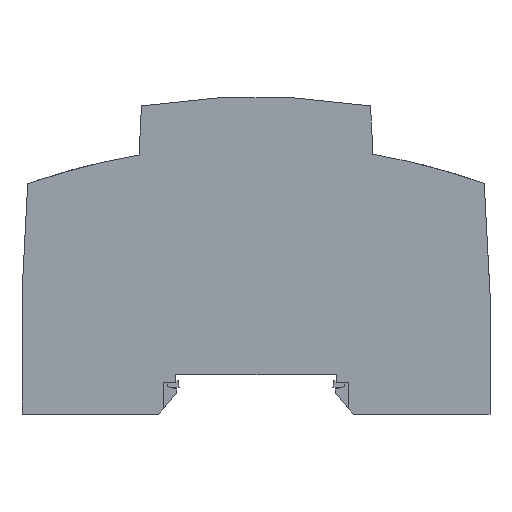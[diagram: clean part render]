
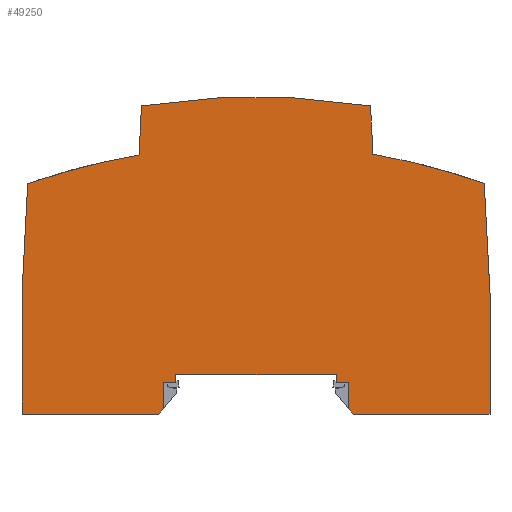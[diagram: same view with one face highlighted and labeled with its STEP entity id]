
A CAD part, left-side view. The second image highlights one B-rep face of the part: STEP entity #49250.
In plain terms, the highlighted face is planar.
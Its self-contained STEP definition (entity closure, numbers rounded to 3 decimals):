
#120=CARTESIAN_POINT('',(-22.015,59.258,9.));
#130=VERTEX_POINT('',#120);
#160=CARTESIAN_POINT('',(-22.962,41.185,9.));
#170=DIRECTION('',(-0.052,-0.999,0.));
#180=VECTOR('',#170,1.);
#190=LINE('',#160,#180);
#200=CARTESIAN_POINT('',(-22.51,49.818,9.));
#210=VERTEX_POINT('',#200);
#220=EDGE_CURVE('',#130,#210,#190,.T.);
#1610=CARTESIAN_POINT('',(22.379,50.,9.));
#1620=VERTEX_POINT('',#1610);
#1670=CARTESIAN_POINT('',(0.,50.,9.));
#1680=DIRECTION('',(1.,0.,0.));
#1690=VECTOR('',#1680,1.);
#1700=LINE('',#1670,#1690);
#1710=CARTESIAN_POINT('',(22.5,50.,9.));
#1720=VERTEX_POINT('',#1710);
#1730=EDGE_CURVE('',#1620,#1720,#1700,.T.);
#2520=CARTESIAN_POINT('',(25.12,0.,9.));
#2530=DIRECTION('',(-0.052,0.999,0.));
#2540=VECTOR('',#2530,1.);
#2550=LINE('',#2520,#2540);
#2560=CARTESIAN_POINT('',(22.015,59.258,9.));
#2570=VERTEX_POINT('',#2560);
#2580=EDGE_CURVE('',#1720,#2570,#2550,.T.);
#2900=CARTESIAN_POINT('',(0.,-79.,9.));
#2910=DIRECTION('',(0.,0.,1.));
#2920=DIRECTION('',(0.149,0.989,0.));
#2930=AXIS2_PLACEMENT_3D('',#2900,#2910,#2920);
#2940=CIRCLE('',#2930,140.);
#2950=EDGE_CURVE('',#2570,#130,#2940,.T.);
#8640=CARTESIAN_POINT('',(43.895,44.317,9.));
#8650=VERTEX_POINT('',#8640);
#8680=CARTESIAN_POINT('',(0.068,-78.05,9.));
#8690=DIRECTION('',(0.,0.,-1.));
#8700=DIRECTION('',(-0.174,0.985,0.));
#8710=AXIS2_PLACEMENT_3D('',#8680,#8690,#8700);
#8720=CIRCLE('',#8710,129.979);
#8730=EDGE_CURVE('',#1620,#8650,#8720,.T.);
#26200=CARTESIAN_POINT('',(-45.,0.,9.));
#26210=VERTEX_POINT('',#26200);
#26380=CARTESIAN_POINT('',(-45.,23.25,9.));
#26390=VERTEX_POINT('',#26380);
#26420=CARTESIAN_POINT('',(-45.,21.618,9.));
#26430=DIRECTION('',(0.,-1.,0.));
#26440=VECTOR('',#26430,1.);
#26450=LINE('',#26420,#26440);
#26460=EDGE_CURVE('',#26390,#26210,#26450,.T.);
#26670=CARTESIAN_POINT('',(-17.8,1.,9.));
#26680=VERTEX_POINT('',#26670);
#26850=CARTESIAN_POINT('',(-18.8,0.,9.));
#26860=VERTEX_POINT('',#26850);
#26890=CARTESIAN_POINT('',(22.385,41.185,9.));
#26900=DIRECTION('',(-0.707,-0.707,0.));
#26910=VECTOR('',#26900,1.);
#26920=LINE('',#26890,#26910);
#26930=EDGE_CURVE('',#26680,#26860,#26920,.T.);
#28270=CARTESIAN_POINT('',(0.,0.,9.));
#28280=DIRECTION('',(1.,0.,0.));
#28290=VECTOR('',#28280,1.);
#28300=LINE('',#28270,#28290);
#28310=EDGE_CURVE('',#26210,#26860,#28300,.T.);
#39580=CARTESIAN_POINT('',(-0.77,-78.33,9.));
#39590=DIRECTION('',(0.,0.,1.));
#39600=DIRECTION('',(0.181,0.984,0.));
#39610=AXIS2_PLACEMENT_3D('',#39580,#39590,#39600);
#39620=CIRCLE('',#39610,129.979);
#39630=CARTESIAN_POINT('',(-43.897,44.286,9.));
#39640=VERTEX_POINT('',#39630);
#39650=EDGE_CURVE('',#210,#39640,#39620,.T.);
#43660=CARTESIAN_POINT('',(45.,0.,9.));
#43670=VERTEX_POINT('',#43660);
#43700=CARTESIAN_POINT('',(45.,0.,9.));
#43710=DIRECTION('',(0.,1.,0.));
#43720=VECTOR('',#43710,1.);
#43730=LINE('',#43700,#43720);
#43740=CARTESIAN_POINT('',(45.,23.25,9.));
#43750=VERTEX_POINT('',#43740);
#43760=EDGE_CURVE('',#43670,#43750,#43730,.T.);
#46750=CARTESIAN_POINT('',(18.8,0.,9.));
#46760=VERTEX_POINT('',#46750);
#46790=CARTESIAN_POINT('',(0.,0.,9.));
#46800=DIRECTION('',(1.,0.,0.));
#46810=VECTOR('',#46800,1.);
#46820=LINE('',#46790,#46810);
#46830=EDGE_CURVE('',#46760,#43670,#46820,.T.);
#48330=CARTESIAN_POINT('',(0.15,40.901,9.));
#48340=DIRECTION('',(0.,-0.,1.));
#48350=DIRECTION('',(1.,-0.007,-0.));
#48360=AXIS2_PLACEMENT_3D('',#48330,#48340,#48350);
#48370=PLANE('',#48360);
#48380=CARTESIAN_POINT('',(-44.059,41.185,9.));
#48390=DIRECTION('',(0.052,0.999,0.));
#48400=VECTOR('',#48390,1.);
#48410=LINE('',#48380,#48400);
#48420=EDGE_CURVE('',#26390,#39640,#48410,.T.);
#48430=ORIENTED_EDGE('',*,*,#48420,.F.);
#48440=ORIENTED_EDGE('',*,*,#39650,.T.);
#48450=ORIENTED_EDGE('',*,*,#220,.T.);
#48460=ORIENTED_EDGE('',*,*,#2950,.T.);
#48470=ORIENTED_EDGE('',*,*,#2580,.T.);
#48480=ORIENTED_EDGE('',*,*,#1730,.T.);
#48490=ORIENTED_EDGE('',*,*,#8730,.F.);
#48500=CARTESIAN_POINT('',(44.059,41.185,9.));
#48510=DIRECTION('',(0.052,-0.999,-0.));
#48520=VECTOR('',#48510,1.);
#48530=LINE('',#48500,#48520);
#48540=EDGE_CURVE('',#8650,#43750,#48530,.T.);
#48550=ORIENTED_EDGE('',*,*,#48540,.F.);
#48560=ORIENTED_EDGE('',*,*,#43760,.T.);
#48570=ORIENTED_EDGE('',*,*,#46830,.T.);
#48580=CARTESIAN_POINT('',(-22.385,41.185,9.));
#48590=DIRECTION('',(0.707,-0.707,-0.));
#48600=VECTOR('',#48590,1.);
#48610=LINE('',#48580,#48600);
#48620=CARTESIAN_POINT('',(17.8,1.,9.));
#48630=VERTEX_POINT('',#48620);
#48640=EDGE_CURVE('',#48630,#46760,#48610,.T.);
#48650=ORIENTED_EDGE('',*,*,#48640,.T.);
#48660=CARTESIAN_POINT('',(17.8,41.185,9.));
#48670=DIRECTION('',(0.,1.,0.));
#48680=VECTOR('',#48670,1.);
#48690=LINE('',#48660,#48680);
#48700=CARTESIAN_POINT('',(17.8,6.,9.));
#48710=VERTEX_POINT('',#48700);
#48720=EDGE_CURVE('',#48630,#48710,#48690,.T.);
#48730=ORIENTED_EDGE('',*,*,#48720,.F.);
#48740=CARTESIAN_POINT('',(0.,6.,9.));
#48750=DIRECTION('',(-1.,0.,0.));
#48760=VECTOR('',#48750,1.);
#48770=LINE('',#48740,#48760);
#48780=CARTESIAN_POINT('',(15.4,6.,9.));
#48790=VERTEX_POINT('',#48780);
#48800=EDGE_CURVE('',#48710,#48790,#48770,.T.);
#48810=ORIENTED_EDGE('',*,*,#48800,.F.);
#48820=CARTESIAN_POINT('',(15.4,41.185,9.));
#48830=DIRECTION('',(0.,1.,0.));
#48840=VECTOR('',#48830,1.);
#48850=LINE('',#48820,#48840);
#48860=CARTESIAN_POINT('',(15.4,7.6,9.));
#48870=VERTEX_POINT('',#48860);
#48880=EDGE_CURVE('',#48790,#48870,#48850,.T.);
#48890=ORIENTED_EDGE('',*,*,#48880,.F.);
#48900=CARTESIAN_POINT('',(0.,7.6,9.));
#48910=DIRECTION('',(-1.,0.,0.));
#48920=VECTOR('',#48910,1.);
#48930=LINE('',#48900,#48920);
#48940=CARTESIAN_POINT('',(-15.4,7.6,9.));
#48950=VERTEX_POINT('',#48940);
#48960=EDGE_CURVE('',#48870,#48950,#48930,.T.);
#48970=ORIENTED_EDGE('',*,*,#48960,.F.);
#48980=CARTESIAN_POINT('',(-15.4,41.185,9.));
#48990=DIRECTION('',(0.,-1.,0.));
#49000=VECTOR('',#48990,1.);
#49010=LINE('',#48980,#49000);
#49020=CARTESIAN_POINT('',(-15.4,6.,9.));
#49030=VERTEX_POINT('',#49020);
#49040=EDGE_CURVE('',#48950,#49030,#49010,.T.);
#49050=ORIENTED_EDGE('',*,*,#49040,.F.);
#49060=CARTESIAN_POINT('',(0.,6.,9.));
#49070=DIRECTION('',(-1.,0.,0.));
#49080=VECTOR('',#49070,1.);
#49090=LINE('',#49060,#49080);
#49100=CARTESIAN_POINT('',(-17.8,6.,9.));
#49110=VERTEX_POINT('',#49100);
#49120=EDGE_CURVE('',#49030,#49110,#49090,.T.);
#49130=ORIENTED_EDGE('',*,*,#49120,.F.);
#49140=CARTESIAN_POINT('',(-17.8,41.185,9.));
#49150=DIRECTION('',(0.,-1.,0.));
#49160=VECTOR('',#49150,1.);
#49170=LINE('',#49140,#49160);
#49180=EDGE_CURVE('',#49110,#26680,#49170,.T.);
#49190=ORIENTED_EDGE('',*,*,#49180,.F.);
#49200=ORIENTED_EDGE('',*,*,#26930,.F.);
#49210=ORIENTED_EDGE('',*,*,#28310,.T.);
#49220=ORIENTED_EDGE('',*,*,#26460,.T.);
#49230=EDGE_LOOP('',(#49220,#49210,#49200,#49190,#49130,#49050,#48970,
#48890,#48810,#48730,#48650,#48570,#48560,#48550,#48490,#48480,#48470,
#48460,#48450,#48440,#48430));
#49240=FACE_OUTER_BOUND('',#49230,.T.);
#49250=ADVANCED_FACE('',(#49240),#48370,.T.);
